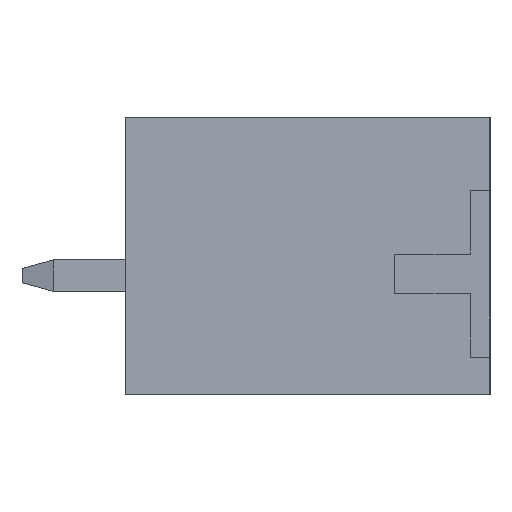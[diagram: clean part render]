
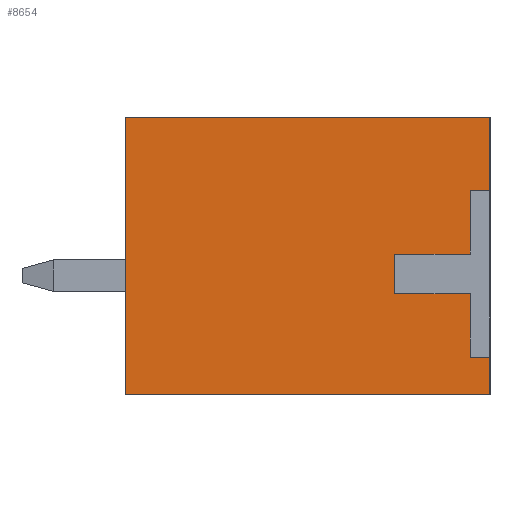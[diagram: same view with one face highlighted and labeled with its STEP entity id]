
A CAD part, left-side view. The second image highlights one B-rep face of the part: STEP entity #8654.
In plain terms, the highlighted planar face has unit normal (-1, 0, 0).
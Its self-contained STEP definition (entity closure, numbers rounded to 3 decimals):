
#238=ORIENTED_EDGE('',*,*,#2785,.F.);
#239=ORIENTED_EDGE('',*,*,#2786,.F.);
#240=ORIENTED_EDGE('',*,*,#2787,.F.);
#241=ORIENTED_EDGE('',*,*,#2788,.F.);
#242=ORIENTED_EDGE('',*,*,#2789,.F.);
#243=ORIENTED_EDGE('',*,*,#2790,.F.);
#244=ORIENTED_EDGE('',*,*,#2791,.F.);
#245=ORIENTED_EDGE('',*,*,#2792,.T.);
#246=ORIENTED_EDGE('',*,*,#2793,.F.);
#247=ORIENTED_EDGE('',*,*,#2794,.F.);
#248=ORIENTED_EDGE('',*,*,#2795,.T.);
#249=ORIENTED_EDGE('',*,*,#2796,.T.);
#2785=EDGE_CURVE('',#4058,#4059,#4913,.T.);
#2786=EDGE_CURVE('',#4060,#4058,#4914,.T.);
#2787=EDGE_CURVE('',#4061,#4060,#4915,.T.);
#2788=EDGE_CURVE('',#4062,#4061,#4916,.T.);
#2789=EDGE_CURVE('',#4063,#4062,#4917,.T.);
#2790=EDGE_CURVE('',#4064,#4063,#4918,.T.);
#2791=EDGE_CURVE('',#4065,#4064,#4919,.T.);
#2792=EDGE_CURVE('',#4065,#4066,#4920,.T.);
#2793=EDGE_CURVE('',#4067,#4066,#4921,.T.);
#2794=EDGE_CURVE('',#4068,#4067,#4922,.T.);
#2795=EDGE_CURVE('',#4068,#4069,#4923,.T.);
#2796=EDGE_CURVE('',#4069,#4059,#4924,.T.);
#4058=VERTEX_POINT('',#12016);
#4059=VERTEX_POINT('',#12017);
#4060=VERTEX_POINT('',#12019);
#4061=VERTEX_POINT('',#12021);
#4062=VERTEX_POINT('',#12023);
#4063=VERTEX_POINT('',#12025);
#4064=VERTEX_POINT('',#12027);
#4065=VERTEX_POINT('',#12029);
#4066=VERTEX_POINT('',#12031);
#4067=VERTEX_POINT('',#12033);
#4068=VERTEX_POINT('',#12035);
#4069=VERTEX_POINT('',#12037);
#4913=LINE('',#12015,#6089);
#4914=LINE('',#12018,#6090);
#4915=LINE('',#12020,#6091);
#4916=LINE('',#12022,#6092);
#4917=LINE('',#12024,#6093);
#4918=LINE('',#12026,#6094);
#4919=LINE('',#12028,#6095);
#4920=LINE('',#12030,#6096);
#4921=LINE('',#12032,#6097);
#4922=LINE('',#12034,#6098);
#4923=LINE('',#12036,#6099);
#4924=LINE('',#12038,#6100);
#6089=VECTOR('',#9717,1000.);
#6090=VECTOR('',#9718,1000.);
#6091=VECTOR('',#9719,1000.);
#6092=VECTOR('',#9720,1000.);
#6093=VECTOR('',#9721,1000.);
#6094=VECTOR('',#9722,1000.);
#6095=VECTOR('',#9723,1000.);
#6096=VECTOR('',#9724,1000.);
#6097=VECTOR('',#9725,1000.);
#6098=VECTOR('',#9726,1000.);
#6099=VECTOR('',#9727,1000.);
#6100=VECTOR('',#9728,1000.);
#7250=EDGE_LOOP('',(#238,#239,#240,#241,#242,#243,#244,#245,#246,#247,#248,
#249));
#7750=FACE_BOUND('',#7250,.T.);
#8250=PLANE('',#9125);
#8654=ADVANCED_FACE('',(#7750),#8250,.F.);
#9125=AXIS2_PLACEMENT_3D('',#12014,#9715,#9716);
#9715=DIRECTION('',(1.,0.,0.));
#9716=DIRECTION('',(0.,0.,-1.));
#9717=DIRECTION('',(0.,-1.,0.));
#9718=DIRECTION('',(0.,0.,-1.));
#9719=DIRECTION('',(0.,-1.,0.));
#9720=DIRECTION('',(0.,0.,-1.));
#9721=DIRECTION('',(0.,1.,0.));
#9722=DIRECTION('',(0.,0.,-1.));
#9723=DIRECTION('',(0.,1.,0.));
#9724=DIRECTION('',(0.,0.,1.));
#9725=DIRECTION('',(0.,-1.,0.));
#9726=DIRECTION('',(0.,0.,1.));
#9727=DIRECTION('',(0.,-1.,0.));
#9728=DIRECTION('',(0.,0.,1.));
#12014=CARTESIAN_POINT('',(-14.4,9.2,-3.5));
#12015=CARTESIAN_POINT('',(-14.4,0.5,-2.55));
#12016=CARTESIAN_POINT('',(-14.4,0.5,-2.55));
#12017=CARTESIAN_POINT('',(-14.4,0.,-2.55));
#12018=CARTESIAN_POINT('',(-14.4,0.5,-0.95));
#12019=CARTESIAN_POINT('',(-14.4,0.5,-0.95));
#12020=CARTESIAN_POINT('',(-14.4,2.4,-0.95));
#12021=CARTESIAN_POINT('',(-14.4,2.4,-0.95));
#12022=CARTESIAN_POINT('',(-14.4,2.4,0.05));
#12023=CARTESIAN_POINT('',(-14.4,2.4,0.05));
#12024=CARTESIAN_POINT('',(-14.4,0.5,0.05));
#12025=CARTESIAN_POINT('',(-14.4,0.5,0.05));
#12026=CARTESIAN_POINT('',(-14.4,0.5,1.65));
#12027=CARTESIAN_POINT('',(-14.4,0.5,1.65));
#12028=CARTESIAN_POINT('',(-14.4,0.,1.65));
#12029=CARTESIAN_POINT('',(-14.4,0.,1.65));
#12030=CARTESIAN_POINT('',(-14.4,0.,-3.5));
#12031=CARTESIAN_POINT('',(-14.4,0.,3.5));
#12032=CARTESIAN_POINT('',(-14.4,9.2,3.5));
#12033=CARTESIAN_POINT('',(-14.4,9.2,3.5));
#12034=CARTESIAN_POINT('',(-14.4,9.2,-3.5));
#12035=CARTESIAN_POINT('',(-14.4,9.2,-3.5));
#12036=CARTESIAN_POINT('',(-14.4,9.2,-3.5));
#12037=CARTESIAN_POINT('',(-14.4,0.,-3.5));
#12038=CARTESIAN_POINT('',(-14.4,0.,-3.5));
